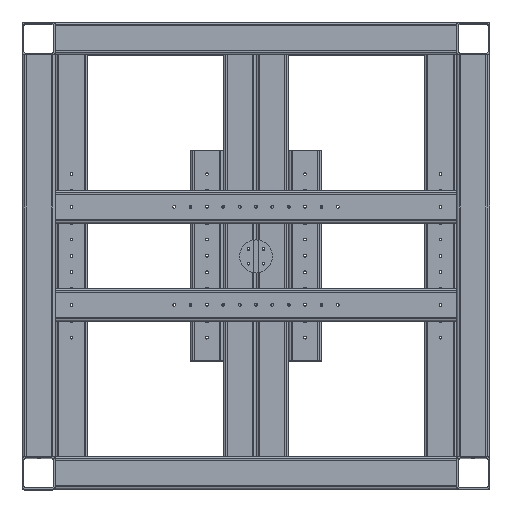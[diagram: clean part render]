
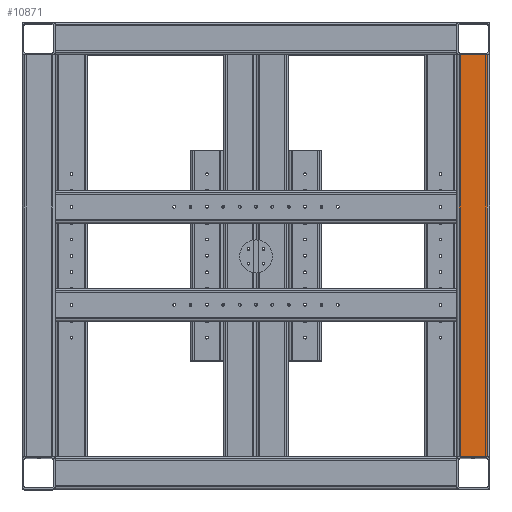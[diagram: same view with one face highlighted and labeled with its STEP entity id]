
A CAD part, top view. The second image highlights one B-rep face of the part: STEP entity #10871.
In plain terms, the highlighted planar face has unit normal (0, 0, 1).
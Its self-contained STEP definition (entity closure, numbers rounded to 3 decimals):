
#234 = ORIENTED_EDGE ( 'NONE', *, *, #5864, .T. ) ;
#347 = EDGE_LOOP ( 'NONE', ( #1138, #6344, #1084, #234 ) ) ;
#767 = FACE_OUTER_BOUND ( 'NONE', #347, .T. ) ;
#1084 = ORIENTED_EDGE ( 'NONE', *, *, #1953, .F. ) ;
#1138 = ORIENTED_EDGE ( 'NONE', *, *, #2411, .T. ) ;
#1953 = EDGE_CURVE ( 'NONE', #11532, #5829, #11314, .T. ) ;
#2411 = EDGE_CURVE ( 'NONE', #7965, #8249, #2442, .T. ) ;
#2442 = LINE ( 'NONE', #13735, #9496 ) ;
#2813 = AXIS2_PLACEMENT_3D ( 'NONE', #5719, #6561, #11981 ) ;
#3341 = VECTOR ( 'NONE', #14905, 1000. ) ;
#5719 = CARTESIAN_POINT ( 'NONE',  ( 0., 860., 0. ) ) ;
#5829 = VERTEX_POINT ( 'NONE', #11029 ) ;
#5864 = EDGE_CURVE ( 'NONE', #11532, #7965, #14536, .T. ) ;
#6224 = VECTOR ( 'NONE', #13380, 1000. ) ;
#6344 = ORIENTED_EDGE ( 'NONE', *, *, #11595, .T. ) ;
#6561 = DIRECTION ( 'NONE',  ( 0., 0., -1. ) ) ;
#6699 = VECTOR ( 'NONE', #7573, 1000. ) ;
#7573 = DIRECTION ( 'NONE',  ( 0., 1., 0. ) ) ;
#7965 = VERTEX_POINT ( 'NONE', #12836 ) ;
#8249 = VERTEX_POINT ( 'NONE', #8339 ) ;
#8339 = CARTESIAN_POINT ( 'NONE',  ( 65., 0., 0. ) ) ;
#8341 = CARTESIAN_POINT ( 'NONE',  ( 5., 0., 0. ) ) ;
#9496 = VECTOR ( 'NONE', #10977, 1000. ) ;
#10871 = ADVANCED_FACE ( 'NONE', ( #767 ), #14591, .F. ) ;
#10977 = DIRECTION ( 'NONE',  ( 1., 0., 0. ) ) ;
#11029 = CARTESIAN_POINT ( 'NONE',  ( 65., 860., 0. ) ) ;
#11314 = LINE ( 'NONE', #12358, #3341 ) ;
#11532 = VERTEX_POINT ( 'NONE', #13584 ) ;
#11595 = EDGE_CURVE ( 'NONE', #8249, #5829, #15058, .T. ) ;
#11981 = DIRECTION ( 'NONE',  ( -1., 0., 0. ) ) ;
#12358 = CARTESIAN_POINT ( 'NONE',  ( 0., 860., 0. ) ) ;
#12836 = CARTESIAN_POINT ( 'NONE',  ( 5., 0., 0. ) ) ;
#12847 = CARTESIAN_POINT ( 'NONE',  ( 65., 860., 0. ) ) ;
#13380 = DIRECTION ( 'NONE',  ( 0., -1., 0. ) ) ;
#13584 = CARTESIAN_POINT ( 'NONE',  ( 5., 860., 0. ) ) ;
#13735 = CARTESIAN_POINT ( 'NONE',  ( 0., 0., 0. ) ) ;
#14536 = LINE ( 'NONE', #8341, #6224 ) ;
#14591 = PLANE ( 'NONE',  #2813 ) ;
#14905 = DIRECTION ( 'NONE',  ( 1., 0., 0. ) ) ;
#15058 = LINE ( 'NONE', #12847, #6699 ) ;
